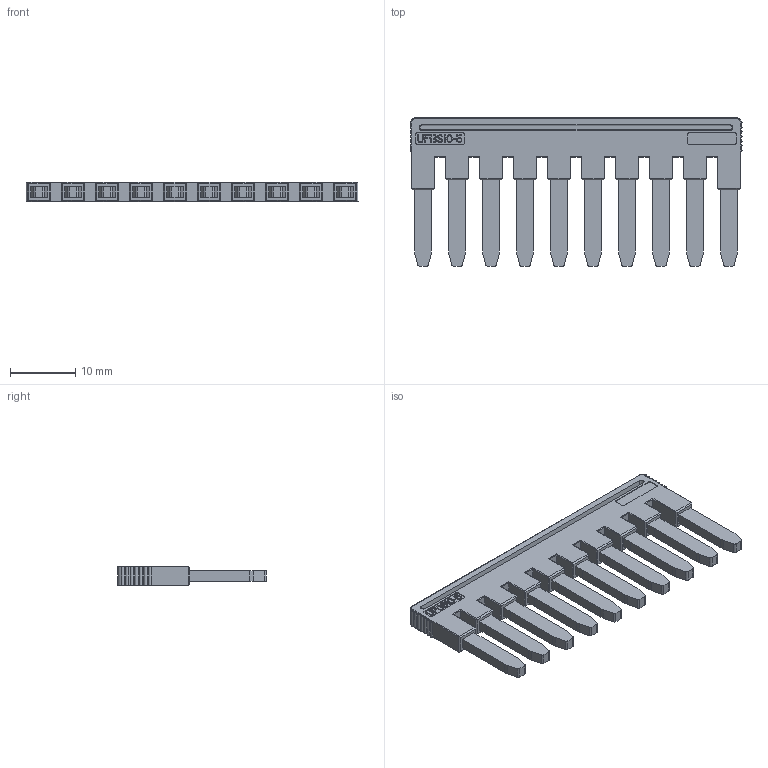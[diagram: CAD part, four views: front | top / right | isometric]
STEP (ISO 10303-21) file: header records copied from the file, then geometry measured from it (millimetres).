
FILE_DESCRIPTION((''),'2;1');
FILE_NAME('10-5_1','2021-10-26T',('ASUS'),(''),'PRO/ENGINEER BY PARAMETRIC TECHNOLOGY CORPORATION, 2013230','PRO/ENGINEER BY PARAMETRIC TECHNOLOGY CORPORATION, 2013230','');
FILE_SCHEMA(('CONFIG_CONTROL_DESIGN'));
Length unit declared in the file: millimetre
Products named in the file (1): 10-5_1
Bounding box: 50.8 x 22.7 x 3 mm (x, y, z)
Volume: 1749.7 mm3; surface area: 2645.3 mm2
Topology: 1 solids, 1 shells, 868 faces, 2455 edges, 1627 vertices
Faces by surface type: plane 696, cylinder 136, torus 32, cone 4
Entity records: 28089 total; most frequent: CARTESIAN_POINT 5663, ORIENTED_EDGE 4910, DIRECTION 4234, EDGE_CURVE 2455, VECTOR 2068, LINE 2068, VERTEX_POINT 1627, AXIS2_PLACEMENT_3D 1083
